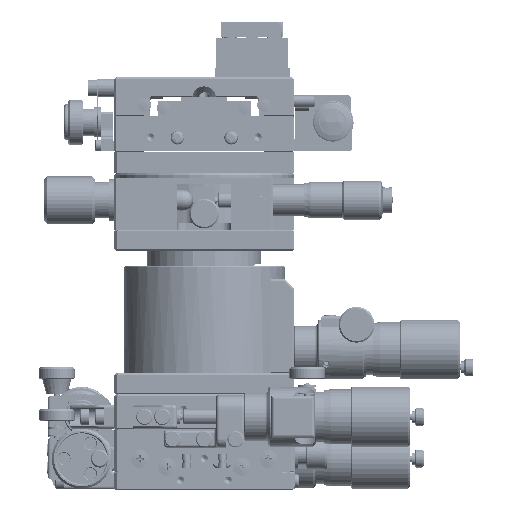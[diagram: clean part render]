
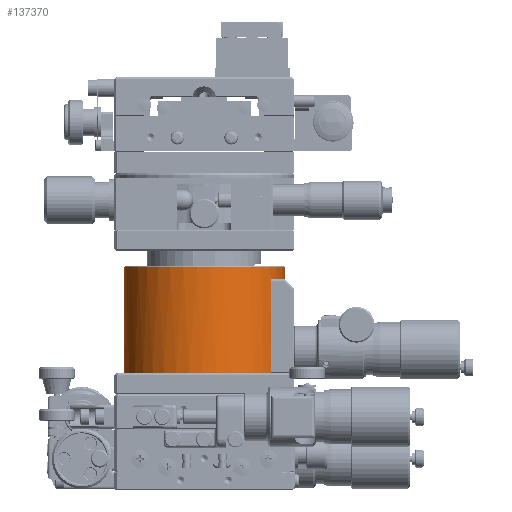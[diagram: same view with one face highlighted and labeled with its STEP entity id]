
A CAD part, left-side view. The second image highlights one B-rep face of the part: STEP entity #137370.
In plain terms, the highlighted cylindrical face has radius 27 mm (diameter 54 mm), a partial arc.
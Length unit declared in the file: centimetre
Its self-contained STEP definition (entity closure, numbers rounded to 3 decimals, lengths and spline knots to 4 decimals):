
#5639=CYLINDRICAL_SURFACE('',#150605,2.7);
#12919=LINE('',#233997,#24089);
#12920=LINE('',#234001,#24090);
#12921=LINE('',#234005,#24091);
#12922=LINE('',#234007,#24092);
#12923=LINE('',#234009,#24093);
#12924=LINE('',#234011,#24094);
#12925=LINE('',#234021,#24095);
#12926=LINE('',#234023,#24096);
#12927=LINE('',#234025,#24097);
#12928=LINE('',#234026,#24098);
#24089=VECTOR('',#182083,3.55);
#24090=VECTOR('',#182086,3.55);
#24091=VECTOR('',#182089,0.0425);
#24092=VECTOR('',#182090,2.7075);
#24093=VECTOR('',#182091,0.3575);
#24094=VECTOR('',#182092,0.0425);
#24095=VECTOR('',#182101,0.0425);
#24096=VECTOR('',#182102,0.3575);
#24097=VECTOR('',#182103,2.7075);
#24098=VECTOR('',#182104,0.0425);
#34759=FACE_OUTER_BOUND('',#43857,.T.);
#43857=EDGE_LOOP('',(#112177,#112178,#112179,#112180,#112181,#112182,#112183,
#112184,#112185,#112186,#112187,#112188,#112189,#112190,#112191,#112192,
#112193));
#52241=CIRCLE('',#150606,2.7);
#52242=CIRCLE('',#150607,2.7);
#52243=CIRCLE('',#150608,2.7);
#52244=CIRCLE('',#150609,2.7);
#52245=CIRCLE('',#150610,2.7);
#52246=CIRCLE('',#150611,2.7);
#52247=CIRCLE('',#150612,2.7);
#62844=VERTEX_POINT('',#233993);
#62845=VERTEX_POINT('',#233994);
#62846=VERTEX_POINT('',#233996);
#62847=VERTEX_POINT('',#233998);
#62848=VERTEX_POINT('',#234000);
#62849=VERTEX_POINT('',#234002);
#62850=VERTEX_POINT('',#234004);
#62851=VERTEX_POINT('',#234006);
#62852=VERTEX_POINT('',#234008);
#62853=VERTEX_POINT('',#234010);
#62854=VERTEX_POINT('',#234012);
#62855=VERTEX_POINT('',#234014);
#62856=VERTEX_POINT('',#234016);
#62857=VERTEX_POINT('',#234018);
#62858=VERTEX_POINT('',#234020);
#62859=VERTEX_POINT('',#234022);
#62860=VERTEX_POINT('',#234024);
#80128=EDGE_CURVE('',#62844,#62845,#52241,.T.);
#80129=EDGE_CURVE('',#62846,#62844,#12919,.T.);
#80130=EDGE_CURVE('',#62847,#62846,#52242,.T.);
#80131=EDGE_CURVE('',#62847,#62848,#12920,.T.);
#80132=EDGE_CURVE('',#62849,#62848,#52243,.T.);
#80133=EDGE_CURVE('',#62850,#62849,#12921,.T.);
#80134=EDGE_CURVE('',#62851,#62850,#12922,.T.);
#80135=EDGE_CURVE('',#62852,#62851,#12923,.T.);
#80136=EDGE_CURVE('',#62853,#62852,#12924,.T.);
#80137=EDGE_CURVE('',#62853,#62854,#52244,.T.);
#80138=EDGE_CURVE('',#62854,#62855,#52245,.T.);
#80139=EDGE_CURVE('',#62855,#62856,#52246,.T.);
#80140=EDGE_CURVE('',#62856,#62857,#52247,.T.);
#80141=EDGE_CURVE('',#62857,#62858,#12925,.T.);
#80142=EDGE_CURVE('',#62858,#62859,#12926,.T.);
#80143=EDGE_CURVE('',#62859,#62860,#12927,.T.);
#80144=EDGE_CURVE('',#62860,#62845,#12928,.T.);
#112177=ORIENTED_EDGE('',*,*,#80128,.F.);
#112178=ORIENTED_EDGE('',*,*,#80129,.F.);
#112179=ORIENTED_EDGE('',*,*,#80130,.F.);
#112180=ORIENTED_EDGE('',*,*,#80131,.T.);
#112181=ORIENTED_EDGE('',*,*,#80132,.F.);
#112182=ORIENTED_EDGE('',*,*,#80133,.F.);
#112183=ORIENTED_EDGE('',*,*,#80134,.F.);
#112184=ORIENTED_EDGE('',*,*,#80135,.F.);
#112185=ORIENTED_EDGE('',*,*,#80136,.F.);
#112186=ORIENTED_EDGE('',*,*,#80137,.T.);
#112187=ORIENTED_EDGE('',*,*,#80138,.T.);
#112188=ORIENTED_EDGE('',*,*,#80139,.T.);
#112189=ORIENTED_EDGE('',*,*,#80140,.T.);
#112190=ORIENTED_EDGE('',*,*,#80141,.T.);
#112191=ORIENTED_EDGE('',*,*,#80142,.T.);
#112192=ORIENTED_EDGE('',*,*,#80143,.T.);
#112193=ORIENTED_EDGE('',*,*,#80144,.T.);
#137370=ADVANCED_FACE('',(#34759),#5639,.T.);
#150605=AXIS2_PLACEMENT_3D('',#233992,#182079,#182080);
#150606=AXIS2_PLACEMENT_3D('',#233995,#182081,#182082);
#150607=AXIS2_PLACEMENT_3D('',#233999,#182084,#182085);
#150608=AXIS2_PLACEMENT_3D('',#234003,#182087,#182088);
#150609=AXIS2_PLACEMENT_3D('',#234013,#182093,#182094);
#150610=AXIS2_PLACEMENT_3D('',#234015,#182095,#182096);
#150611=AXIS2_PLACEMENT_3D('',#234017,#182097,#182098);
#150612=AXIS2_PLACEMENT_3D('',#234019,#182099,#182100);
#182079=DIRECTION('center_axis',(0.,0.,-1.));
#182080=DIRECTION('ref_axis',(-1.,0.,0.));
#182081=DIRECTION('center_axis',(0.,0.,-1.));
#182082=DIRECTION('ref_axis',(-1.,0.,0.));
#182083=DIRECTION('',(0.,0.,-1.));
#182084=DIRECTION('center_axis',(0.,0.,1.));
#182085=DIRECTION('ref_axis',(-0.553,-0.833,0.));
#182086=DIRECTION('',(0.,0.,-1.));
#182087=DIRECTION('center_axis',(0.,0.,-1.));
#182088=DIRECTION('ref_axis',(-1.,0.,0.));
#182089=DIRECTION('',(0.,0.,-1.));
#182090=DIRECTION('',(0.,0.,-1.));
#182091=DIRECTION('',(0.,0.,-1.));
#182092=DIRECTION('',(0.,0.,-1.));
#182093=DIRECTION('center_axis',(0.,0.,1.));
#182094=DIRECTION('ref_axis',(0.963,-0.27,0.));
#182095=DIRECTION('center_axis',(0.,0.,1.));
#182096=DIRECTION('ref_axis',(0.963,-0.27,0.));
#182097=DIRECTION('center_axis',(0.,0.,1.));
#182098=DIRECTION('ref_axis',(0.963,-0.27,0.));
#182099=DIRECTION('center_axis',(0.,0.,1.));
#182100=DIRECTION('ref_axis',(0.963,-0.27,0.));
#182101=DIRECTION('',(0.,0.,-1.));
#182102=DIRECTION('',(0.,0.,-1.));
#182103=DIRECTION('',(0.,0.,-1.));
#182104=DIRECTION('',(0.,0.,-1.));
#233992=CARTESIAN_POINT('Origin',(0.,0.,4.3));
#233993=CARTESIAN_POINT('',(2.6,-0.728,0.7));
#233994=CARTESIAN_POINT('',(1.4925,-2.25,0.7));
#233995=CARTESIAN_POINT('Origin',(0.,0.,0.7));
#233996=CARTESIAN_POINT('',(2.6,-0.728,4.25));
#233997=CARTESIAN_POINT('',(2.6,-0.728,4.25));
#233998=CARTESIAN_POINT('',(2.6,0.728,4.25));
#233999=CARTESIAN_POINT('Origin',(0.,0.,4.25));
#234000=CARTESIAN_POINT('',(2.6,0.728,0.7));
#234001=CARTESIAN_POINT('',(2.6,0.728,4.25));
#234002=CARTESIAN_POINT('',(-1.4925,-2.25,0.7));
#234003=CARTESIAN_POINT('Origin',(0.,0.,0.7));
#234004=CARTESIAN_POINT('',(-1.4925,-2.25,0.7425));
#234005=CARTESIAN_POINT('',(-1.4925,-2.25,0.7425));
#234006=CARTESIAN_POINT('',(-1.4925,-2.25,3.45));
#234007=CARTESIAN_POINT('',(-1.4925,-2.25,3.45));
#234008=CARTESIAN_POINT('',(-1.4925,-2.25,3.8075));
#234009=CARTESIAN_POINT('',(-1.4925,-2.25,3.8075));
#234010=CARTESIAN_POINT('',(-1.4925,-2.25,3.85));
#234011=CARTESIAN_POINT('',(-1.4925,-2.25,3.85));
#234012=CARTESIAN_POINT('',(-1.45,-2.2776,3.85));
#234013=CARTESIAN_POINT('Origin',(0.,0.,3.85));
#234014=CARTESIAN_POINT('',(0.,-2.7,3.85));
#234015=CARTESIAN_POINT('Origin',(0.,0.,3.85));
#234016=CARTESIAN_POINT('',(1.45,-2.2776,3.85));
#234017=CARTESIAN_POINT('Origin',(0.,0.,3.85));
#234018=CARTESIAN_POINT('',(1.4925,-2.25,3.85));
#234019=CARTESIAN_POINT('Origin',(0.,0.,3.85));
#234020=CARTESIAN_POINT('',(1.4925,-2.25,3.8075));
#234021=CARTESIAN_POINT('',(1.4925,-2.25,3.85));
#234022=CARTESIAN_POINT('',(1.4925,-2.25,3.45));
#234023=CARTESIAN_POINT('',(1.4925,-2.25,3.8075));
#234024=CARTESIAN_POINT('',(1.4925,-2.25,0.7425));
#234025=CARTESIAN_POINT('',(1.4925,-2.25,3.45));
#234026=CARTESIAN_POINT('',(1.4925,-2.25,0.7425));
